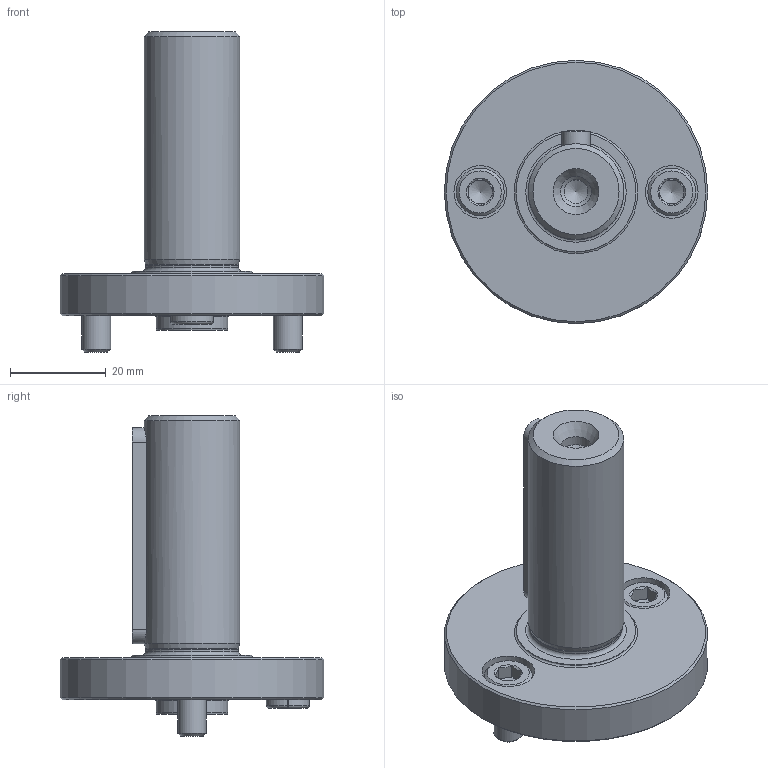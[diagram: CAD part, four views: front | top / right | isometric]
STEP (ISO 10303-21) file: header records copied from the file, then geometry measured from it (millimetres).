
FILE_DESCRIPTION(/* description */ ('STEP AP214'),/* implementation_level */ '2;1');
FILE_NAME(/* name */ '4835940_DARF-Q11-32',/* time_stamp */ '2024-08-14T14:55:25+02:00',/* author */ ('License CC BY-ND 4.0'),/* organization */ ('CADENAS'),/* preprocessor_version */ 'ST-DEVELOPER v19.3',/* originating_system */ 'PARTsolutions',/* authorisation */ ' ');
FILE_SCHEMA (('AUTOMOTIVE_DESIGN {1 0 10303 214 3 1 1}'));
Length unit declared in the file: millimetre
Products named in the file (4): 4835940 DARF-Q11-32; 4835940 DARF-Q11-32---(P); DIN-912 - M6x10(F); 8137184 ZBH-9-B
Assembly tree (4 placements, depth 2):
  4835940 DARF-Q11-32
    4835940 DARF-Q11-32---(P)
    DIN-912 - M6x10(F)  x2
    8137184 ZBH-9-B
Bounding box: 55 x 55 x 66.9 mm (x, y, z)
Volume: 37298.1 mm3; surface area: 11980.8 mm2
Topology: 4 solids, 4 shells, 102 faces, 204 edges, 118 vertices
Faces by surface type: plane 43, cone 32, cylinder 21, torus 6
Full cylindrical faces by diameter (mm): 2.5 x1, 4.917 x1, 6 x2, 6.4 x1, 6.6 x2, 9 x1, 10 x2, 11 x2, 15 x1, 19.4 x1, 20 x1, 25 x1, 55 x1
Entity records: 1819 total; most frequent: CARTESIAN_POINT 332, DIRECTION 312, ORIENTED_EDGE 212, AXIS2_PLACEMENT_3D 141, FACE_BOUND 122, EDGE_LOOP 119, EDGE_CURVE 106, VERTEX_POINT 82
